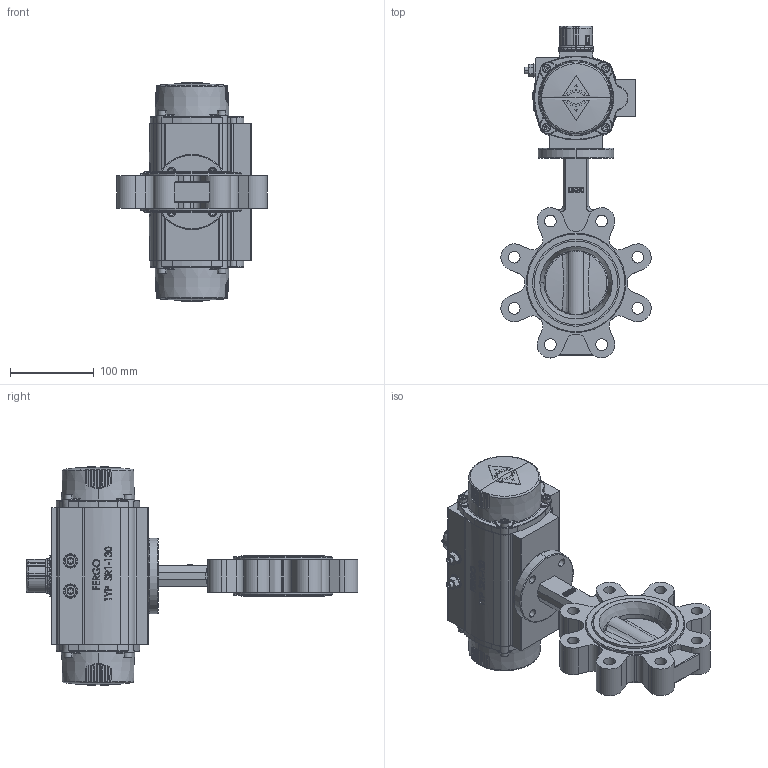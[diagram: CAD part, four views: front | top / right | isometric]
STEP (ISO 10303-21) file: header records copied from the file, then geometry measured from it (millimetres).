
FILE_DESCRIPTION (( 'STEP AP214' ), '1' );
FILE_NAME ('AK201-DN80-PN-10-16-Pneumatischer-SR130-Einfachwirkend-Federschließend-Schwenkantrieb-Fergo.STEP', '2022-12-16T10:07:51', ( '' ), ( '' ), 'SwSTEP 2.0', 'SolidWorks 2022', '' );
FILE_SCHEMA (( 'AUTOMOTIVE_DESIGN' ));
Length unit declared in the file: millimetre
Products named in the file (3): 0130 ASR; AK201-DN80-FW_Standard; AK201-DN80-PN-10-16-Pneumatischer-SR130-Einfachwirkend-Federschließend-Schwenkantrieb-Fergo
Assembly tree (2 placements, depth 2):
  AK201-DN80-PN-10-16-Pneumatischer-SR130-Einfachwirkend-Federschließend-Schwenkantrieb-Fergo
    AK201-DN80-FW_Standard
    0130 ASR
Bounding box: 179.81 x 397.19 x 261.18 mm (x, y, z)
Volume: 1782541.6 mm3; surface area: 493041 mm2
Topology: 42 solids, 42 shells, 4245 faces, 11206 edges, 7070 vertices
Faces by surface type: plane 1464, cylinder 1330, bspline 925, cone 328, torus 167, sphere 31
Entity records: 217604 total; most frequent: CARTESIAN_POINT 112800, ORIENTED_EDGE 22126, DIRECTION 17962, EDGE_CURVE 11063, VERTEX_POINT 7069, AXIS2_PLACEMENT_3D 6758, EDGE_LOOP 4528, VECTOR 4446
